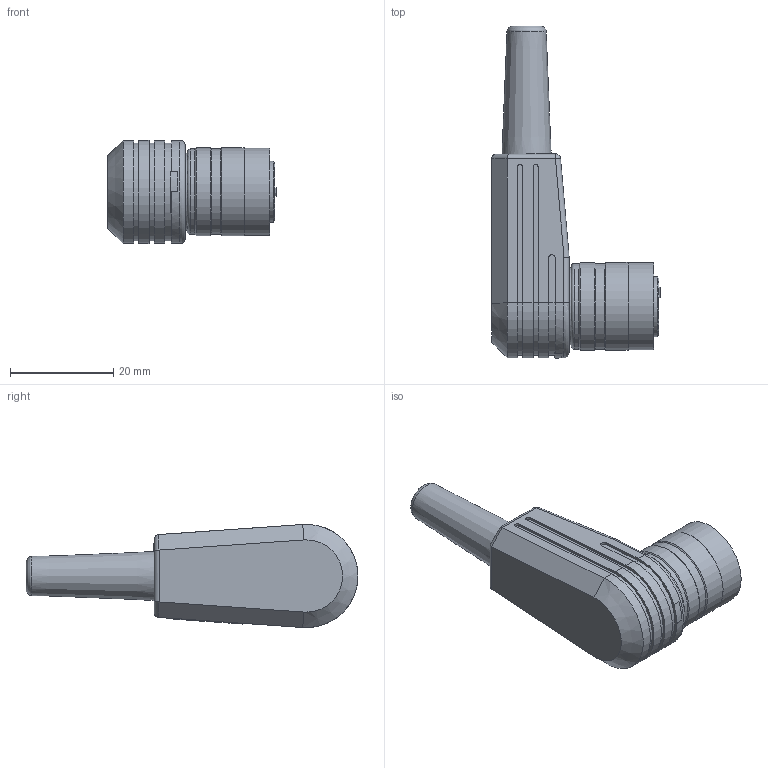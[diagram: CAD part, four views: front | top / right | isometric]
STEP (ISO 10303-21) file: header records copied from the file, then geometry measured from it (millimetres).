
FILE_DESCRIPTION(/* description */ (''),/* implementation_level */ '2;1');
FILE_NAME(/* name */ 't 3401 005 unxc001-01.stp',/* time_stamp */ '2019-07-10T15:07:37+02:00',/* author */ (''),/* organization */ (''),/* preprocessor_version */ 'ST-DEVELOPER v16.7',/* originating_system */ 'SIEMENS PLM Software NX 12.0',/* authorisation */ '');
FILE_SCHEMA (('AUTOMOTIVE_DESIGN { 1 0 10303 214 3 1 1 1 }'));
Length unit declared in the file: millimetre
Products named in the file (1): t 3401 005 unxc001-01
Bounding box: 32.65 x 64.3 x 19.95 mm (x, y, z)
Volume: 14081.5 mm3; surface area: 5712.8 mm2
Topology: 2 solids, 2 shells, 313 faces, 823 edges, 537 vertices
Faces by surface type: plane 191, cylinder 85, cone 18, bspline 11, extrusion 8
Full cylindrical faces by diameter (mm): 2.2 x2, 3 x1, 5 x1, 14.2 x1, 14.9 x1, 15 x1, 16.6 x2, 16.9 x1, 17 x2
Entity records: 11034 total; most frequent: CARTESIAN_POINT 2790, ORIENTED_EDGE 1568, DIRECTION 1492, EDGE_CURVE 784, VERTEX_POINT 525, VECTOR 498, AXIS2_PLACEMENT_3D 497, LINE 490
